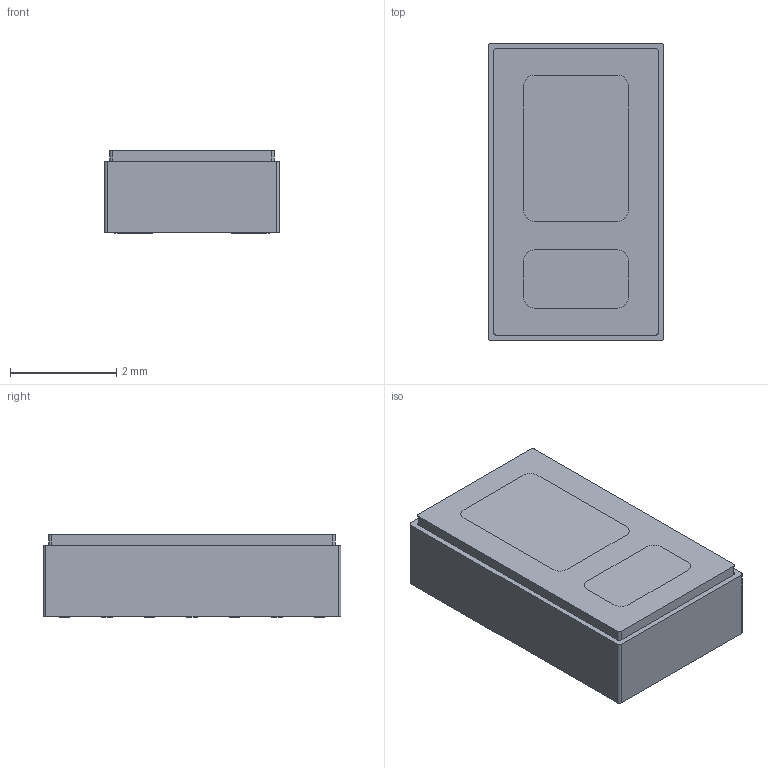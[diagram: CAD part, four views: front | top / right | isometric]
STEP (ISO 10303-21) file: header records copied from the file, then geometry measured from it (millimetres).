
FILE_DESCRIPTION(/* description */ (''),/* implementation_level */ '2;1');
FILE_NAME(/* name */ 'MAX30102.step',/* time_stamp */ '2019-02-13T23:52:44+00:00',/* author */ ('eric.n.tech'),/* organization */ (''),/* preprocessor_version */ 'ST-DEVELOPER v17.2',/* originating_system */ 'Autodesk Translation Framework v7.6.0.251',/* authorisation */ '');
FILE_SCHEMA (('AUTOMOTIVE_DESIGN { 1 0 10303 214 3 1 1 }'));
Length unit declared in the file: millimetre
Products named in the file (1): MAX30102
Bounding box: 3.3 x 5.6 x 1.56 mm (x, y, z)
Volume: 28.3 mm3; surface area: 86.4 mm2
Topology: 17 solids, 17 shells, 141 faces, 312 edges, 208 vertices
Faces by surface type: plane 117, cylinder 24
Entity records: 3892 total; most frequent: CARTESIAN_POINT 662, DIRECTION 644, ORIENTED_EDGE 624, EDGE_CURVE 312, LINE 264, VECTOR 264, VERTEX_POINT 208, AXIS2_PLACEMENT_3D 190
